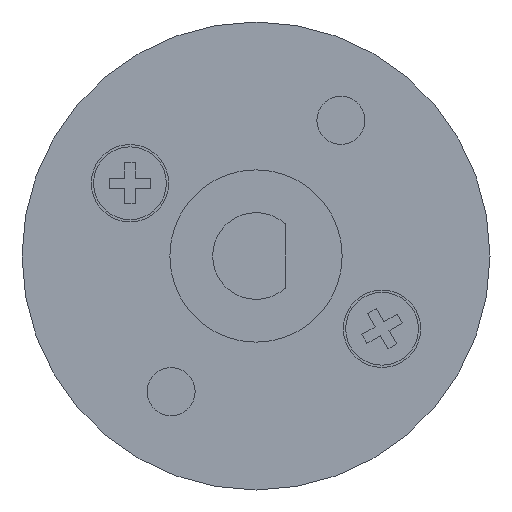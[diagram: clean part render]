
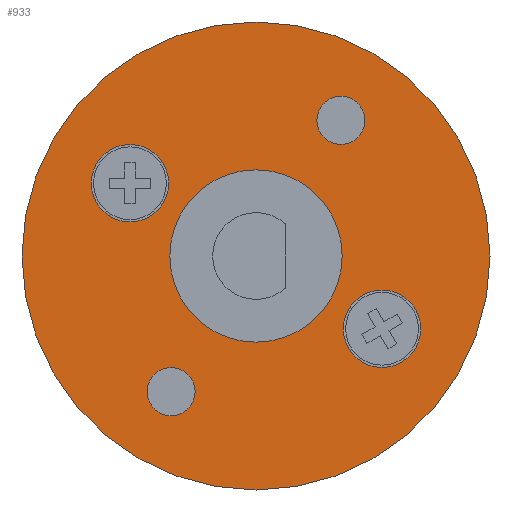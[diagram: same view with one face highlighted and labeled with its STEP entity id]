
A CAD part, left-side view. The second image highlights one B-rep face of the part: STEP entity #933.
In plain terms, the highlighted planar face has unit normal (-1, 0, 0).
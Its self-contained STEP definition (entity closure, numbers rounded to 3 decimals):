
#3 = DIRECTION ( 'NONE',  ( 0., 0., -1. ) ) ;
#6 = EDGE_LOOP ( 'NONE', ( #2860, #3515 ) ) ;
#25 = AXIS2_PLACEMENT_3D ( 'NONE', #2088, #4635, #1676 ) ;
#101 = AXIS2_PLACEMENT_3D ( 'NONE', #2297, #5269, #2709 ) ;
#104 = DIRECTION ( 'NONE',  ( 1., 0., 0. ) ) ;
#108 = DIRECTION ( 'NONE',  ( 1., 0., 0. ) ) ;
#286 = VERTEX_POINT ( 'NONE', #925 ) ;
#330 = CIRCLE ( 'NONE', #5319, 2.96 ) ;
#398 = AXIS2_PLACEMENT_3D ( 'NONE', #3160, #661, #3602 ) ;
#420 = VERTEX_POINT ( 'NONE', #2214 ) ;
#450 = CIRCLE ( 'NONE', #3784, 1.33 ) ;
#459 = CIRCLE ( 'NONE', #4393, 0.825 ) ;
#566 = EDGE_CURVE ( 'NONE', #4946, #2033, #1941, .T. ) ;
#588 = EDGE_CURVE ( 'NONE', #2689, #4827, #4191, .T. ) ;
#615 = ORIENTED_EDGE ( 'NONE', *, *, #4261, .T. ) ;
#661 = DIRECTION ( 'NONE',  ( 1., 0., 0. ) ) ;
#694 = FACE_BOUND ( 'NONE', #3153, .T. ) ;
#706 = AXIS2_PLACEMENT_3D ( 'NONE', #4842, #2285, #5259 ) ;
#835 = CIRCLE ( 'NONE', #398, 1.33 ) ;
#925 = CARTESIAN_POINT ( 'NONE',  ( -11.25, 4.33, 1.17 ) ) ;
#933 = ADVANCED_FACE ( 'NONE', ( #1936, #2901, #5181, #1806, #694, #5054 ), #5402, .T. ) ;
#1186 = EDGE_LOOP ( 'NONE', ( #2169, #2425 ) ) ;
#1331 = ORIENTED_EDGE ( 'NONE', *, *, #5175, .T. ) ;
#1410 = AXIS2_PLACEMENT_3D ( 'NONE', #4168, #1635, #4593 ) ;
#1500 = DIRECTION ( 'NONE',  ( 1., 0., 0. ) ) ;
#1506 = EDGE_CURVE ( 'NONE', #286, #4680, #450, .T. ) ;
#1587 = DIRECTION ( 'NONE',  ( 0., 0., 1. ) ) ;
#1609 = CARTESIAN_POINT ( 'NONE',  ( -11.25, 0., -2.96 ) ) ;
#1635 = DIRECTION ( 'NONE',  ( 1., 0., 0. ) ) ;
#1676 = DIRECTION ( 'NONE',  ( 0., 0., 1. ) ) ;
#1733 = EDGE_CURVE ( 'NONE', #4360, #2820, #835, .T. ) ;
#1766 = CARTESIAN_POINT ( 'NONE',  ( -11.25, 0., 0. ) ) ;
#1806 = FACE_BOUND ( 'NONE', #4698, .T. ) ;
#1807 = AXIS2_PLACEMENT_3D ( 'NONE', #5455, #2487, #2074 ) ;
#1843 = VERTEX_POINT ( 'NONE', #3232 ) ;
#1936 = FACE_BOUND ( 'NONE', #4217, .T. ) ;
#1941 = CIRCLE ( 'NONE', #25, 2.96 ) ;
#2030 = ORIENTED_EDGE ( 'NONE', *, *, #1506, .T. ) ;
#2033 = VERTEX_POINT ( 'NONE', #2611 ) ;
#2074 = DIRECTION ( 'NONE',  ( 0., 0., 1. ) ) ;
#2088 = CARTESIAN_POINT ( 'NONE',  ( -11.25, 0., 0. ) ) ;
#2169 = ORIENTED_EDGE ( 'NONE', *, *, #1733, .T. ) ;
#2187 = EDGE_CURVE ( 'NONE', #420, #2568, #4667, .T. ) ;
#2189 = DIRECTION ( 'NONE',  ( 0., 0., 1. ) ) ;
#2207 = VERTEX_POINT ( 'NONE', #3566 ) ;
#2214 = CARTESIAN_POINT ( 'NONE',  ( -11.25, 2.918, -3.837 ) ) ;
#2218 = CARTESIAN_POINT ( 'NONE',  ( -11.25, 4.33, 3.83 ) ) ;
#2285 = DIRECTION ( 'NONE',  ( 1., 0., 0. ) ) ;
#2295 = ORIENTED_EDGE ( 'NONE', *, *, #566, .F. ) ;
#2297 = CARTESIAN_POINT ( 'NONE',  ( -11.25, -2.918, 4.662 ) ) ;
#2329 = EDGE_CURVE ( 'NONE', #4827, #2689, #3312, .T. ) ;
#2425 = ORIENTED_EDGE ( 'NONE', *, *, #2955, .T. ) ;
#2454 = DIRECTION ( 'NONE',  ( -1., 0., 0. ) ) ;
#2487 = DIRECTION ( 'NONE',  ( -1., 0., 0. ) ) ;
#2504 = DIRECTION ( 'NONE',  ( 1., 0., 0. ) ) ;
#2568 = VERTEX_POINT ( 'NONE', #2771 ) ;
#2598 = CARTESIAN_POINT ( 'NONE',  ( -11.25, 4.33, 2.5 ) ) ;
#2604 = CARTESIAN_POINT ( 'NONE',  ( -11.25, 2.918, -4.662 ) ) ;
#2611 = CARTESIAN_POINT ( 'NONE',  ( -11.25, 0., 2.96 ) ) ;
#2689 = VERTEX_POINT ( 'NONE', #4142 ) ;
#2709 = DIRECTION ( 'NONE',  ( 0., 0., -1. ) ) ;
#2766 = CARTESIAN_POINT ( 'NONE',  ( -11.25, -4.33, -1.17 ) ) ;
#2771 = CARTESIAN_POINT ( 'NONE',  ( -11.25, 2.918, -5.488 ) ) ;
#2820 = VERTEX_POINT ( 'NONE', #4233 ) ;
#2860 = ORIENTED_EDGE ( 'NONE', *, *, #588, .T. ) ;
#2901 = FACE_BOUND ( 'NONE', #5226, .T. ) ;
#2904 = EDGE_CURVE ( 'NONE', #4680, #286, #3655, .T. ) ;
#2955 = EDGE_CURVE ( 'NONE', #2820, #4360, #3373, .T. ) ;
#3022 = DIRECTION ( 'NONE',  ( 0., 0., -1. ) ) ;
#3026 = DIRECTION ( 'NONE',  ( 0., 0., -1. ) ) ;
#3153 = EDGE_LOOP ( 'NONE', ( #2295, #5144 ) ) ;
#3160 = CARTESIAN_POINT ( 'NONE',  ( -11.25, -4.33, -2.5 ) ) ;
#3232 = CARTESIAN_POINT ( 'NONE',  ( -11.25, -2.918, 3.837 ) ) ;
#3312 = CIRCLE ( 'NONE', #3330, 8.04 ) ;
#3330 = AXIS2_PLACEMENT_3D ( 'NONE', #1766, #4729, #2189 ) ;
#3332 = DIRECTION ( 'NONE',  ( -1., 0., 0. ) ) ;
#3373 = CIRCLE ( 'NONE', #5191, 1.33 ) ;
#3515 = ORIENTED_EDGE ( 'NONE', *, *, #2329, .T. ) ;
#3564 = ORIENTED_EDGE ( 'NONE', *, *, #2904, .T. ) ;
#3566 = CARTESIAN_POINT ( 'NONE',  ( -11.25, -2.918, 5.488 ) ) ;
#3602 = DIRECTION ( 'NONE',  ( 0., 0., -1. ) ) ;
#3655 = CIRCLE ( 'NONE', #1410, 1.33 ) ;
#3784 = AXIS2_PLACEMENT_3D ( 'NONE', #2598, #104, #3022 ) ;
#4027 = CARTESIAN_POINT ( 'NONE',  ( -11.25, -2.918, 4.662 ) ) ;
#4142 = CARTESIAN_POINT ( 'NONE',  ( -11.25, 0., -8.04 ) ) ;
#4168 = CARTESIAN_POINT ( 'NONE',  ( -11.25, 4.33, 2.5 ) ) ;
#4170 = ORIENTED_EDGE ( 'NONE', *, *, #2187, .T. ) ;
#4191 = CIRCLE ( 'NONE', #1807, 8.04 ) ;
#4217 = EDGE_LOOP ( 'NONE', ( #615, #5028 ) ) ;
#4233 = CARTESIAN_POINT ( 'NONE',  ( -11.25, -4.33, -3.83 ) ) ;
#4261 = EDGE_CURVE ( 'NONE', #2207, #1843, #5344, .T. ) ;
#4360 = VERTEX_POINT ( 'NONE', #2766 ) ;
#4393 = AXIS2_PLACEMENT_3D ( 'NONE', #4027, #1500, #4447 ) ;
#4447 = DIRECTION ( 'NONE',  ( 0., 0., -1. ) ) ;
#4593 = DIRECTION ( 'NONE',  ( 0., 0., -1. ) ) ;
#4635 = DIRECTION ( 'NONE',  ( -1., 0., 0. ) ) ;
#4667 = CIRCLE ( 'NONE', #706, 0.825 ) ;
#4680 = VERTEX_POINT ( 'NONE', #2218 ) ;
#4698 = EDGE_LOOP ( 'NONE', ( #3564, #2030 ) ) ;
#4729 = DIRECTION ( 'NONE',  ( -1., 0., 0. ) ) ;
#4754 = CIRCLE ( 'NONE', #5139, 0.825 ) ;
#4827 = VERTEX_POINT ( 'NONE', #4912 ) ;
#4842 = CARTESIAN_POINT ( 'NONE',  ( -11.25, 2.918, -4.662 ) ) ;
#4912 = CARTESIAN_POINT ( 'NONE',  ( -11.25, 0., 8.04 ) ) ;
#4946 = VERTEX_POINT ( 'NONE', #1609 ) ;
#4974 = EDGE_CURVE ( 'NONE', #2033, #4946, #330, .T. ) ;
#5012 = CARTESIAN_POINT ( 'NONE',  ( -11.25, 0., 0. ) ) ;
#5028 = ORIENTED_EDGE ( 'NONE', *, *, #5239, .T. ) ;
#5054 = FACE_OUTER_BOUND ( 'NONE', #6, .T. ) ;
#5055 = CARTESIAN_POINT ( 'NONE',  ( -11.25, -4.33, -2.5 ) ) ;
#5139 = AXIS2_PLACEMENT_3D ( 'NONE', #2604, #108, #3026 ) ;
#5144 = ORIENTED_EDGE ( 'NONE', *, *, #4974, .F. ) ;
#5175 = EDGE_CURVE ( 'NONE', #2568, #420, #4754, .T. ) ;
#5181 = FACE_BOUND ( 'NONE', #1186, .T. ) ;
#5191 = AXIS2_PLACEMENT_3D ( 'NONE', #5055, #2504, #3 ) ;
#5226 = EDGE_LOOP ( 'NONE', ( #4170, #1331 ) ) ;
#5239 = EDGE_CURVE ( 'NONE', #1843, #2207, #459, .T. ) ;
#5259 = DIRECTION ( 'NONE',  ( 0., 0., -1. ) ) ;
#5269 = DIRECTION ( 'NONE',  ( 1., 0., 0. ) ) ;
#5319 = AXIS2_PLACEMENT_3D ( 'NONE', #5012, #2454, #5430 ) ;
#5344 = CIRCLE ( 'NONE', #101, 0.825 ) ;
#5402 = PLANE ( 'NONE',  #5443 ) ;
#5430 = DIRECTION ( 'NONE',  ( 0., 0., 1. ) ) ;
#5443 = AXIS2_PLACEMENT_3D ( 'NONE', #5456, #3332, #1587 ) ;
#5455 = CARTESIAN_POINT ( 'NONE',  ( -11.25, 0., 0. ) ) ;
#5456 = CARTESIAN_POINT ( 'NONE',  ( -11.25, 0., 0. ) ) ;
